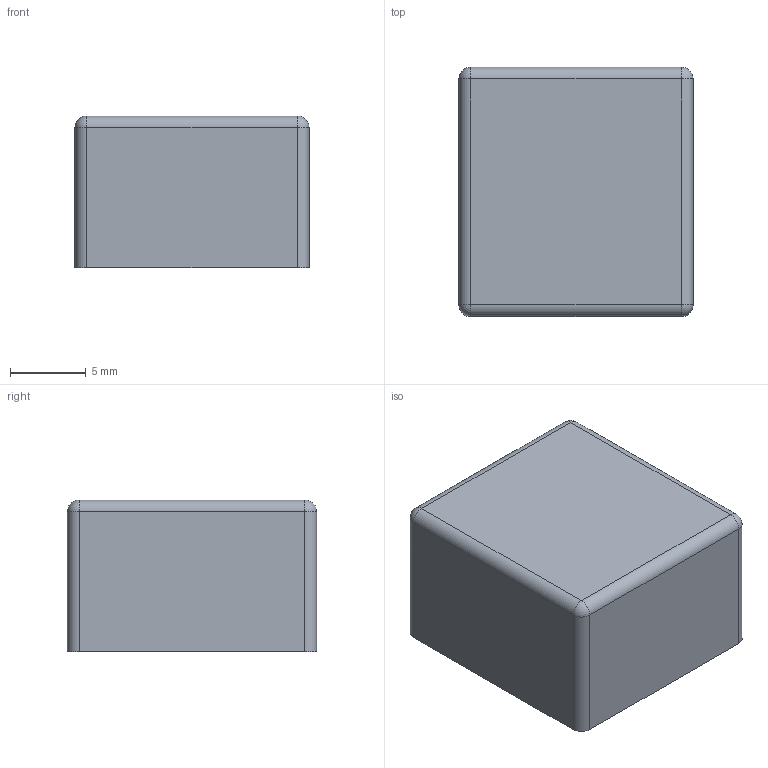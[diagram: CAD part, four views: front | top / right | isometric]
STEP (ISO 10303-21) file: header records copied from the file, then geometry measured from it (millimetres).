
FILE_DESCRIPTION(('Open CASCADE Model'),'2;1');
FILE_NAME('Open CASCADE Shape Model','2023-01-03T21:15:11',('Author'),( 'Open CASCADE'),'Open CASCADE STEP processor 7.6','Open CASCADE 7.6' ,'Unknown');
FILE_SCHEMA(('AUTOMOTIVE_DESIGN { 1 0 10303 214 1 1 1 1 }'));
Length unit declared in the file: millimetre
Products named in the file (7): CQ assembly; 9e40fb2a-8bd5-11ed-b750-00155d8fe787; 9e40fb2a-8bd5-11ed-b750-00155d8fe787_part; 9e40fc4c-8bd5-11ed-b750-00155d8fe787; 9e40fc4c-8bd5-11ed-b750-00155d8fe787_part; 9e40fcce-8bd5-11ed-b750-00155d8fe787; 9e40fcce-8bd5-11ed-b750-00155d8fe787_part
Assembly tree (6 placements, depth 4):
  CQ assembly
    9e40fb2a-8bd5-11ed-b750-00155d8fe787
      9e40fb2a-8bd5-11ed-b750-00155d8fe787_part
      9e40fc4c-8bd5-11ed-b750-00155d8fe787
        9e40fc4c-8bd5-11ed-b750-00155d8fe787_part
      9e40fcce-8bd5-11ed-b750-00155d8fe787
        9e40fcce-8bd5-11ed-b750-00155d8fe787_part
Bounding box: 15.4 x 16.4 x 10 mm (x, y, z)
Volume: 2512.7 mm3; surface area: 1262.2 mm2
Topology: 3 solids, 3 shells, 40 faces, 88 edges, 52 vertices
Faces by surface type: plane 28, cylinder 8, sphere 4
Entity records: 1187 total; most frequent: DIRECTION 194, CARTESIAN_POINT 183, ORIENTED_EDGE 168, EDGE_CURVE 84, LINE 68, VECTOR 68, AXIS2_PLACEMENT_3D 63, VERTEX_POINT 52
